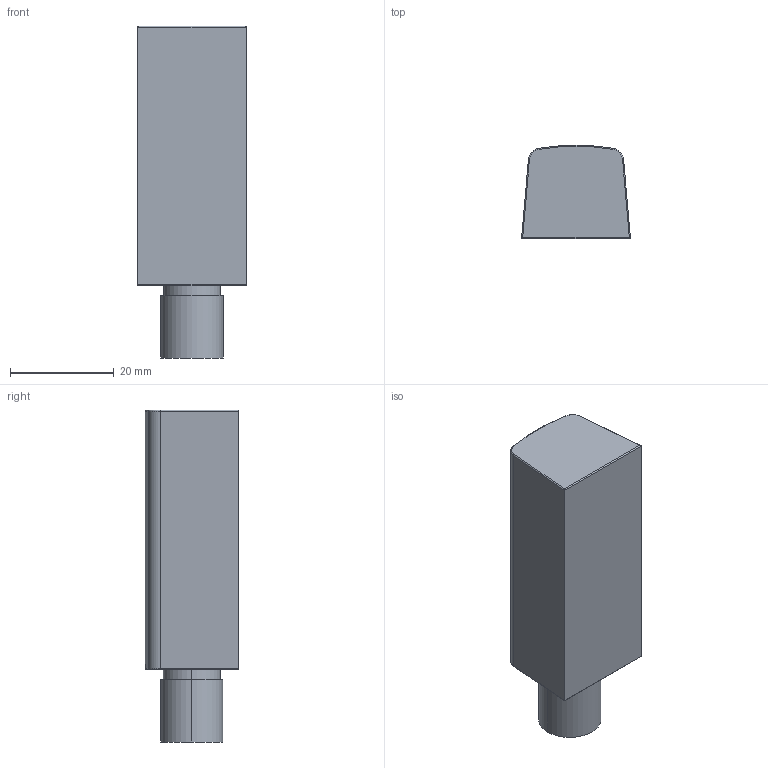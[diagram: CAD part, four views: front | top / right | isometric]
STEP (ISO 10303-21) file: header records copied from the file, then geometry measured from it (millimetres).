
FILE_DESCRIPTION((''),'2;1');
FILE_NAME('F32_E000564A','2006-01-03T',('Pepperl+Fuchs'),('Industriehansa'),'PRO/ENGINEER BY PARAMETRIC TECHNOLOGY CORPORATION, 2005290','PRO/ENGINEER BY PARAMETRIC TECHNOLOGY CORPORATION, 2005290','');
FILE_SCHEMA(('AUTOMOTIVE_DESIGN_CC2 { 1 2 10303 214 -1 1 5 2 }'));
Length unit declared in the file: millimetre
Products named in the file (1): F32_E000564A
Bounding box: 21 x 17.93 x 64 mm (x, y, z)
Volume: 18658.9 mm3; surface area: 4840.3 mm2
Topology: 1 solids, 1 shells, 26 faces, 60 edges, 44 vertices
Faces by surface type: cylinder 13, plane 7, torus 6
Entity records: 1082 total; most frequent: CARTESIAN_POINT 151, DIRECTION 138, ORIENTED_EDGE 108, PRESENTATION_STYLE_ASSIGNMENT 68, STYLED_ITEM 62, CURVE_STYLE 61, AXIS2_PLACEMENT_3D 55, EDGE_CURVE 54
